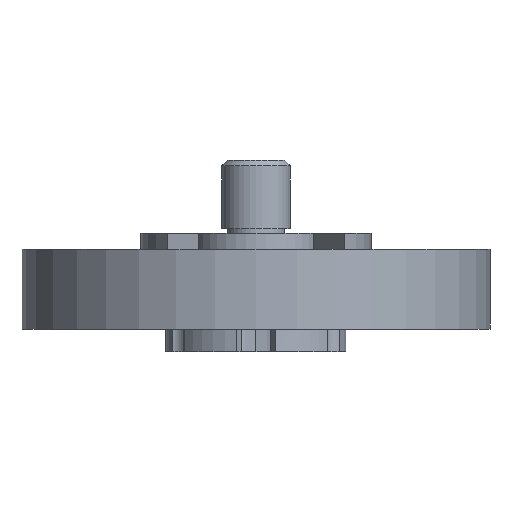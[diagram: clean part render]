
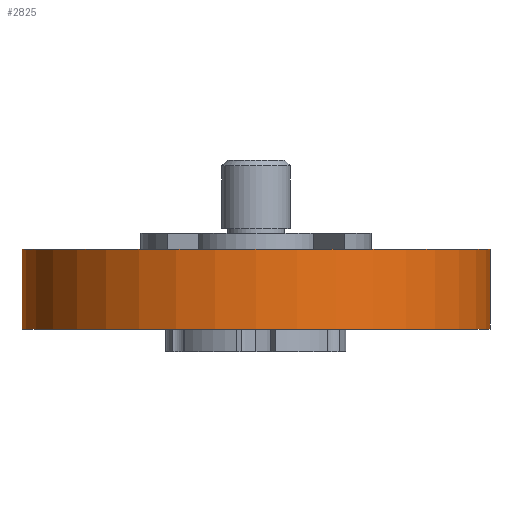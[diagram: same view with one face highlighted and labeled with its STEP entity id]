
A CAD part, front view. The second image highlights one B-rep face of the part: STEP entity #2825.
In plain terms, the highlighted cylindrical face has radius 10.25 mm (diameter 20.5 mm), a partial arc.
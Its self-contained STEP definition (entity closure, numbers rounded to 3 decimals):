
#8 = DIRECTION ( 'NONE',  ( 0., 0., 1. ) ) ;
#189 = EDGE_LOOP ( 'NONE', ( #3788, #5240, #2608, #622 ) ) ;
#478 = EDGE_CURVE ( 'NONE', #689, #1872, #1836, .T. ) ;
#622 = ORIENTED_EDGE ( 'NONE', *, *, #2041, .F. ) ;
#689 = VERTEX_POINT ( 'NONE', #4651 ) ;
#707 = DIRECTION ( 'NONE',  ( 0., 0., -1. ) ) ;
#1033 = CARTESIAN_POINT ( 'NONE',  ( 5.45, 116.604, -101.937 ) ) ;
#1052 = DIRECTION ( 'NONE',  ( 0., 0., 1. ) ) ;
#1078 = LINE ( 'NONE', #3308, #2421 ) ;
#1194 = CIRCLE ( 'NONE', #2481, 10.25 ) ;
#1436 = AXIS2_PLACEMENT_3D ( 'NONE', #1687, #8, #3895 ) ;
#1655 = VERTEX_POINT ( 'NONE', #2229 ) ;
#1687 = CARTESIAN_POINT ( 'NONE',  ( 5.45, 116.604, -102.112 ) ) ;
#1744 = AXIS2_PLACEMENT_3D ( 'NONE', #4192, #707, #4225 ) ;
#1754 = CARTESIAN_POINT ( 'NONE',  ( -4.8, 116.604, -102.112 ) ) ;
#1836 = CIRCLE ( 'NONE', #1744, 10.25 ) ;
#1872 = VERTEX_POINT ( 'NONE', #4747 ) ;
#1913 = DIRECTION ( 'NONE',  ( 0., 0., 1. ) ) ;
#2041 = EDGE_CURVE ( 'NONE', #1655, #1872, #5310, .T. ) ;
#2229 = CARTESIAN_POINT ( 'NONE',  ( -4.8, 116.604, -101.937 ) ) ;
#2421 = VECTOR ( 'NONE', #1052, 1000. ) ;
#2481 = AXIS2_PLACEMENT_3D ( 'NONE', #1033, #1913, #4948 ) ;
#2540 = FACE_OUTER_BOUND ( 'NONE', #189, .T. ) ;
#2608 = ORIENTED_EDGE ( 'NONE', *, *, #478, .T. ) ;
#2825 = ADVANCED_FACE ( 'NONE', ( #2540 ), #5616, .T. ) ;
#3308 = CARTESIAN_POINT ( 'NONE',  ( 15.7, 116.604, -102.112 ) ) ;
#3788 = ORIENTED_EDGE ( 'NONE', *, *, #4224, .T. ) ;
#3895 = DIRECTION ( 'NONE',  ( -1., 0., 0. ) ) ;
#4192 = CARTESIAN_POINT ( 'NONE',  ( 5.45, 116.604, -98.437 ) ) ;
#4224 = EDGE_CURVE ( 'NONE', #1655, #4302, #1194, .T. ) ;
#4225 = DIRECTION ( 'NONE',  ( 1., 0., 0. ) ) ;
#4227 = CARTESIAN_POINT ( 'NONE',  ( 15.7, 116.604, -101.937 ) ) ;
#4302 = VERTEX_POINT ( 'NONE', #4227 ) ;
#4651 = CARTESIAN_POINT ( 'NONE',  ( 15.7, 116.604, -98.437 ) ) ;
#4738 = EDGE_CURVE ( 'NONE', #4302, #689, #1078, .T. ) ;
#4747 = CARTESIAN_POINT ( 'NONE',  ( -4.8, 116.604, -98.437 ) ) ;
#4948 = DIRECTION ( 'NONE',  ( 1., 0., 0. ) ) ;
#5240 = ORIENTED_EDGE ( 'NONE', *, *, #4738, .T. ) ;
#5310 = LINE ( 'NONE', #1754, #5422 ) ;
#5340 = DIRECTION ( 'NONE',  ( 0., 0., 1. ) ) ;
#5422 = VECTOR ( 'NONE', #5340, 1000. ) ;
#5616 = CYLINDRICAL_SURFACE ( 'NONE', #1436, 10.25 ) ;
